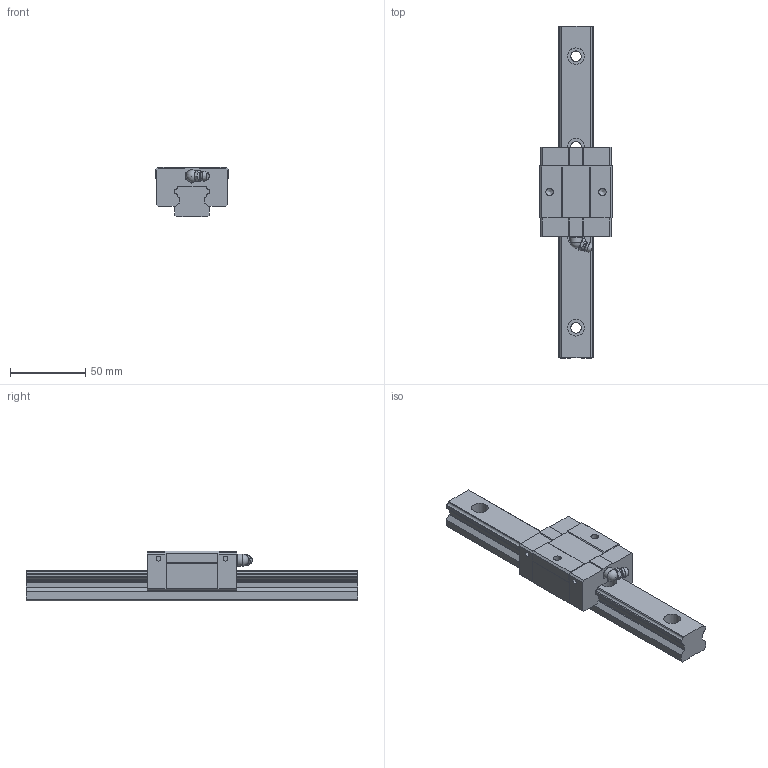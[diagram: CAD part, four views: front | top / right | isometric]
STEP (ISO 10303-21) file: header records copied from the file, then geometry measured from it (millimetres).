
FILE_DESCRIPTION(/* description */ ('Unknown'),/* implementation_level */ '2;1');
FILE_NAME(/* name */ 'S25RCUU1-220L20_20',/* time_stamp */ '2023-10-13T16:48:30+09:00',/* author */ ('Unknown'),/* organization */ ('Unknown'),/* preprocessor_version */ 'ST-DEVELOPER v18.102',/* originating_system */ 'Solid Edge',/* authorisation */ 'Unknown');
FILE_SCHEMA (('AUTOMOTIVE_DESIGN {1 0 10303 214 3 1 1}'));
Length unit declared in the file: millimetre
Products named in the file (4): thisAsm; S25_RAIL; S25RC_BLOCK; B-M6F
Assembly tree (3 placements, depth 2):
  thisAsm
    S25_RAIL
    S25RC_BLOCK
    B-M6F
Bounding box: 48 x 220 x 33 mm (x, y, z)
Volume: 141788.8 mm3; surface area: 35313.6 mm2
Topology: 3 solids, 3 shells, 171 faces, 458 edges, 300 vertices
Faces by surface type: plane 106, cylinder 50, cone 11, torus 3, sphere 1
Full cylindrical faces by diameter (mm): 3.3 x4, 4.917 x2, 6 x3, 7 x4, 8 x1, 11 x4
Entity records: 5874 total; most frequent: CARTESIAN_POINT 984, DIRECTION 870, ORIENTED_EDGE 838, EDGE_CURVE 419, AXIS2_PLACEMENT_3D 300, VERTEX_POINT 290, LINE 270, VECTOR 270
